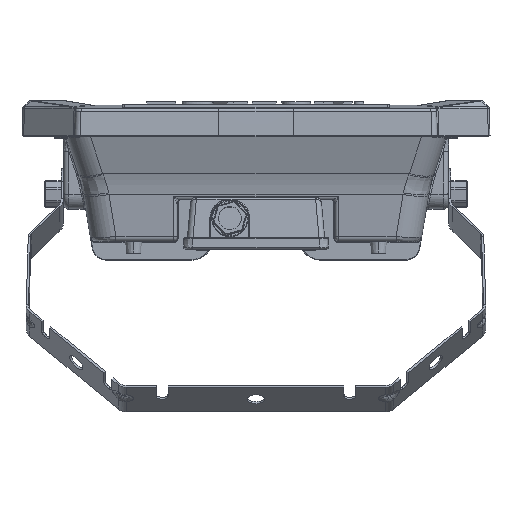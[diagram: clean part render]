
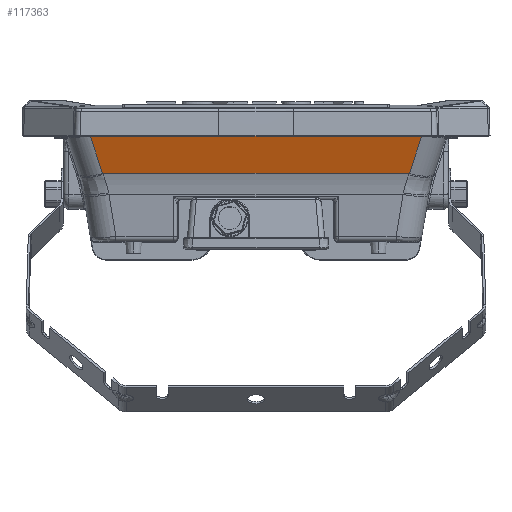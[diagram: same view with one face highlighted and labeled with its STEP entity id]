
A CAD part, left-side view. The second image highlights one B-rep face of the part: STEP entity #117363.
In plain terms, the highlighted planar face has unit normal (-0.947, 0, -0.32).
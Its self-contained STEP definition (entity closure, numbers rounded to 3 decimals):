
#86090=CARTESIAN_POINT('Vertex',(-66.496,82.79,36.812)) ;
#88214=CARTESIAN_POINT('Line Origine',(-77.498,93.651,69.356)) ;
#88218=CARTESIAN_POINT('Vertex',(-73.375,89.581,57.16)) ;
#101353=CARTESIAN_POINT('Vertex',(-66.496,-82.79,36.812)) ;
#101376=CARTESIAN_POINT('Line Origine',(-77.498,-93.651,69.356)) ;
#101380=CARTESIAN_POINT('Vertex',(-73.375,-89.581,57.16)) ;
#108432=CARTESIAN_POINT('Line Origine',(-73.375,0.,57.16)) ;
#117331=CARTESIAN_POINT('Line Origine',(-66.496,0.,36.812)) ;
#117352=CARTESIAN_POINT('Axis2P3D Location',(-64.6,0.,31.203)) ;
#88215=DIRECTION('Vector Direction',(-0.305,0.301,0.903)) ;
#101377=DIRECTION('Vector Direction',(-0.305,-0.301,0.903)) ;
#108433=DIRECTION('Vector Direction',(0.,-1.,0.)) ;
#117332=DIRECTION('Vector Direction',(0.,1.,0.)) ;
#117353=DIRECTION('Axis2P3D Direction',(-0.947,0.,-0.32)) ;
#117354=DIRECTION('Axis2P3D XDirection',(-0.32,0.,0.947)) ;
#117355=AXIS2_PLACEMENT_3D('Plane Axis2P3D',#117352,#117353,#117354) ;
#117358=ORIENTED_EDGE('',*,*,#117335,.T.) ;
#117359=ORIENTED_EDGE('',*,*,#101382,.F.) ;
#117360=ORIENTED_EDGE('',*,*,#108436,.T.) ;
#117361=ORIENTED_EDGE('',*,*,#88220,.T.) ;
#88216=VECTOR('Line Direction',#88215,1.) ;
#101378=VECTOR('Line Direction',#101377,1.) ;
#108434=VECTOR('Line Direction',#108433,1.) ;
#117333=VECTOR('Line Direction',#117332,1.) ;
#117363=ADVANCED_FACE('Body.7',(#117362),#117356,.T.) ;
#88220=EDGE_CURVE('',#88219,#86091,#88217,.F.) ;
#101382=EDGE_CURVE('',#101381,#101354,#101379,.F.) ;
#108436=EDGE_CURVE('',#101381,#88219,#108435,.F.) ;
#117335=EDGE_CURVE('',#86091,#101354,#117334,.F.) ;
#117357=EDGE_LOOP('',(#117358,#117359,#117360,#117361)) ;
#117362=FACE_OUTER_BOUND('',#117357,.T.) ;
#88217=LINE('Line',#88214,#88216) ;
#101379=LINE('Line',#101376,#101378) ;
#108435=LINE('Line',#108432,#108434) ;
#117334=LINE('Line',#117331,#117333) ;
#117356=PLANE('',#117355) ;
#86091=VERTEX_POINT('',#86090) ;
#88219=VERTEX_POINT('',#88218) ;
#101354=VERTEX_POINT('',#101353) ;
#101381=VERTEX_POINT('',#101380) ;
